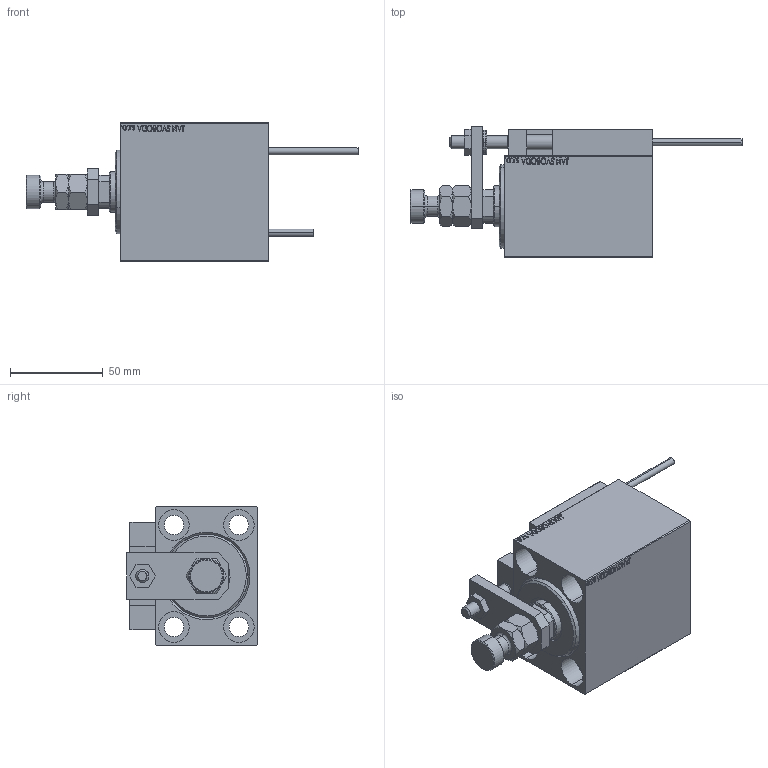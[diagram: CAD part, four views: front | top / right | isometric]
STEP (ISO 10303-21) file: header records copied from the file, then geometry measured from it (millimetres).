
FILE_DESCRIPTION (( 'STEP AP203' ), '1' );
FILE_NAME ('3151.STEP', '2022-04-16T23:17:19', ( '' ), ( '' ), 'SwSTEP 2.0', 'SolidWorks 2019', '' );
FILE_SCHEMA (( 'CONFIG_CONTROL_DESIGN' ));
Length unit declared in the file: millimetre
Products named in the file (16): Block da7f3083ba474e486ac7872627ff39cb; V450CM_C_Body da7f3083ba474e486ac7872627ff39cb; ZARAZKA da7f3083ba474e486ac7872627ff39cb; SWITCH X da7f3083ba474e486ac7872627ff39cb; X_Y_MFA da7f3083ba474e486ac7872627ff39cb; KONCOVKA da7f3083ba474e486ac7872627ff39cb; TYC_L79 da7f3083ba474e486ac7872627ff39cb; ALLEN BOLT D8 da7f3083ba474e486ac7872627ff39cb; MAGNET da7f3083ba474e486ac7872627ff39cb; V450CM_VC_B da7f3083ba474e486ac7872627ff39cb; V450CM_C_VCP da7f3083ba474e486ac7872627ff39cb; SWITCH_X_FRONT_BACK da7f3083ba474e486ac7872627ff39cb; 3151; NUT_D12 da7f3083ba474e486ac7872627ff39cb; SWITCH DIM B,W da7f3083ba474e486ac7872627ff39cb; ALLEN BOLT D5 da7f3083ba474e486ac7872627ff39cb
Assembly tree (25 placements, depth 3):
  3151
    V450CM_C_Body da7f3083ba474e486ac7872627ff39cb
    SWITCH X da7f3083ba474e486ac7872627ff39cb
      SWITCH_X_FRONT_BACK da7f3083ba474e486ac7872627ff39cb  x2
      TYC_L79 da7f3083ba474e486ac7872627ff39cb
      Block da7f3083ba474e486ac7872627ff39cb  x2
      ALLEN BOLT D5 da7f3083ba474e486ac7872627ff39cb  x4
      ALLEN BOLT D8 da7f3083ba474e486ac7872627ff39cb  x4
      MAGNET da7f3083ba474e486ac7872627ff39cb  x2
      KONCOVKA da7f3083ba474e486ac7872627ff39cb  x2
    NUT_D12 da7f3083ba474e486ac7872627ff39cb
    SWITCH DIM B,W da7f3083ba474e486ac7872627ff39cb
    ZARAZKA da7f3083ba474e486ac7872627ff39cb
    V450CM_C_VCP da7f3083ba474e486ac7872627ff39cb
    V450CM_VC_B da7f3083ba474e486ac7872627ff39cb
    X_Y_MFA da7f3083ba474e486ac7872627ff39cb
Bounding box: 179 x 70.5 x 75 mm (x, y, z)
Volume: 338966.5 mm3; surface area: 87297.3 mm2
Topology: 24 solids, 24 shells, 1330 faces, 3170 edges, 2017 vertices
Faces by surface type: plane 576, bspline 380, cylinder 188, cone 134, torus 48, sphere 4
Entity records: 51768 total; most frequent: CARTESIAN_POINT 26435, ORIENTED_EDGE 5360, DIRECTION 3656, EDGE_CURVE 2680, VERTEX_POINT 1741, LINE 1500, VECTOR 1500, EDGE_LOOP 1241
